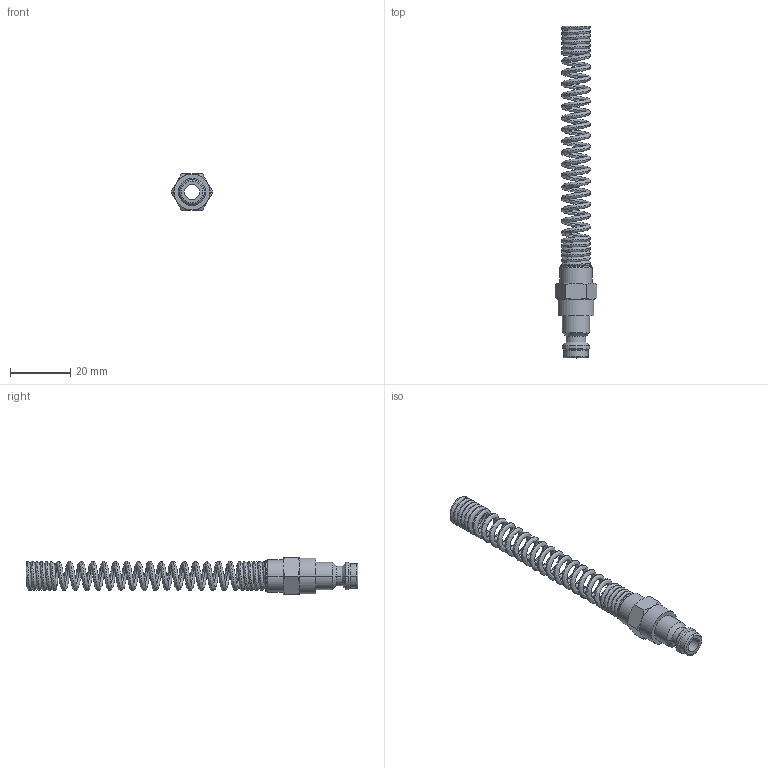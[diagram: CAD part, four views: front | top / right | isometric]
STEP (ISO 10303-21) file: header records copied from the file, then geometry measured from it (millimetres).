
FILE_DESCRIPTION(('STEP AP214'),'1');
FILE_NAME('esmn_4_sqf.stp','2020-03-05T08:33:27',('TraceParts'),('TraceParts S.A.'),'Spatial InterOp 3D',' ',' ');
FILE_SCHEMA(('automotive_design'));
Length unit declared in the file: millimetre
Products named in the file (1): 1
Bounding box: 13.86 x 110 x 12 mm (x, y, z)
Volume: 3406.2 mm3; surface area: 5277.3 mm2
Topology: 1 solids, 1 shells, 61 faces, 129 edges, 75 vertices
Faces by surface type: cone 24, cylinder 18, plane 15, bspline 2, torus 2
Entity records: 33798 total; most frequent: CARTESIAN_POINT 32026, DIRECTION 280, ORIENTED_EDGE 258, EDGE_CURVE 129, AXIS2_PLACEMENT_3D 121, VERTEX_POINT 75, EDGE_LOOP 68, STYLED_ITEM 61
